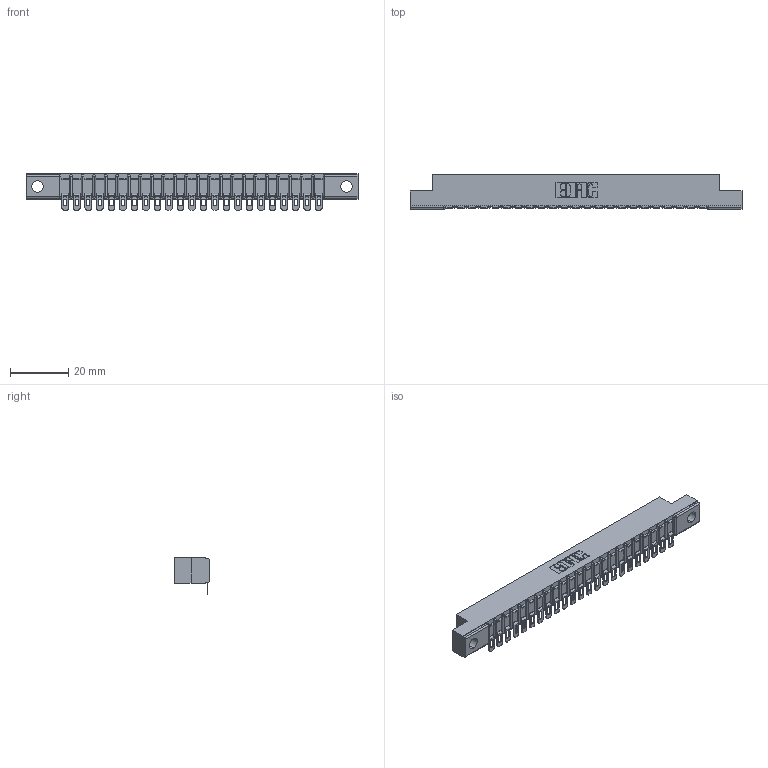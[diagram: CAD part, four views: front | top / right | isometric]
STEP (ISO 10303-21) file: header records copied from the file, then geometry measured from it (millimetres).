
FILE_DESCRIPTION (( 'STEP AP203' ), '1' );
FILE_NAME ('307-023-554-102.STEP', '2019-09-05T00:39:44', ( '' ), ( '' ), 'SwSTEP 2.0', 'SolidWorks 2016', '' );
FILE_SCHEMA (( 'CONFIG_CONTROL_DESIGN' ));
Length unit declared in the file: inch
Products named in the file (3): 307 Part_.128 Dia Mounting Holes; 307-023-554-102; 307-290-002_554
Assembly tree (24 placements, depth 2):
  307-023-554-102
    307 Part_.128 Dia Mounting Holes
    307-290-002_554  x23
Bounding box: 114.15 x 12.01 x 12.52 mm (x, y, z)
Volume: 7456.8 mm3; surface area: 13561 mm2
Topology: 24 solids, 24 shells, 2005 faces, 6142 edges, 4028 vertices
Faces by surface type: plane 1128, cylinder 829, sphere 48
Entity records: 23027 total; most frequent: CARTESIAN_POINT 3882, ORIENTED_EDGE 3872, DIRECTION 3786, EDGE_CURVE 1936, VECTOR 1466, LINE 1466, VERTEX_POINT 1256, AXIS2_PLACEMENT_3D 1160
